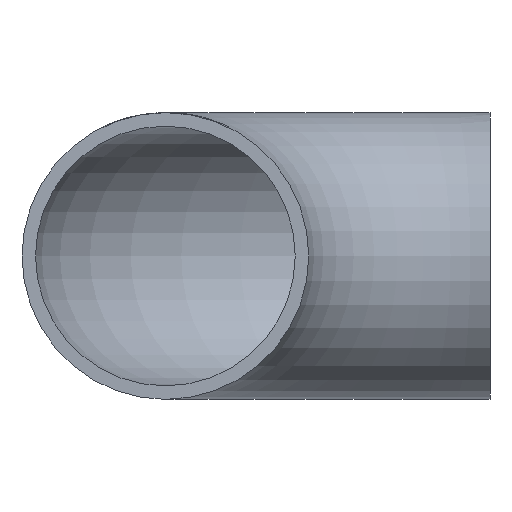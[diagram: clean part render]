
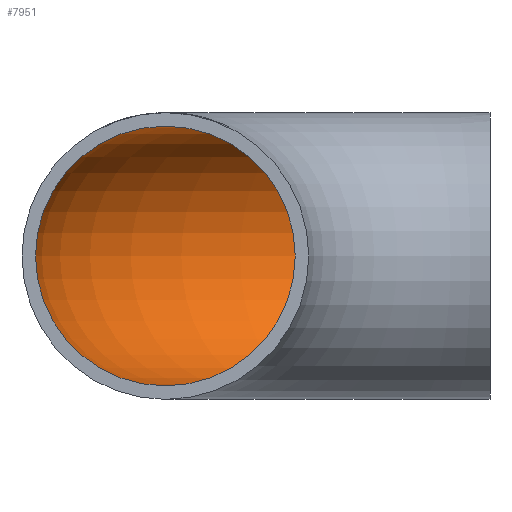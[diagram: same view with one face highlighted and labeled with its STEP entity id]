
A CAD part, front view. The second image highlights one B-rep face of the part: STEP entity #7951.
In plain terms, the highlighted toroidal (fillet/blend) face has major radius 48 mm and minor radius 19.2 mm.
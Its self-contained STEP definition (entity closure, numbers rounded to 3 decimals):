
#177 = ORIENTED_EDGE ( 'NONE', *, *, #5253, .T. ) ;
#864 = EDGE_CURVE ( 'NONE', #4976, #4976, #1128, .T. ) ;
#1128 = CIRCLE ( 'NONE', #7973, 19.2 ) ;
#1380 = DIRECTION ( 'NONE',  ( 0., 0., 1. ) ) ;
#1478 = CARTESIAN_POINT ( 'NONE',  ( 0., 48., 0. ) ) ;
#1673 = EDGE_LOOP ( 'NONE', ( #6544 ) ) ;
#1771 = TOROIDAL_SURFACE ( 'NONE', #5722, 48., 19.2 ) ;
#1812 = CIRCLE ( 'NONE', #7325, 19.2 ) ;
#3004 = FACE_OUTER_BOUND ( 'NONE', #1673, .T. ) ;
#3387 = CARTESIAN_POINT ( 'NONE',  ( -48., 0., 19.2 ) ) ;
#3479 = DIRECTION ( 'NONE',  ( 0., 1., 0. ) ) ;
#3921 = VERTEX_POINT ( 'NONE', #4079 ) ;
#4079 = CARTESIAN_POINT ( 'NONE',  ( 0., 67.2, 0. ) ) ;
#4667 = DIRECTION ( 'NONE',  ( 0., 1., 0. ) ) ;
#4778 = DIRECTION ( 'NONE',  ( -1., 0., 0. ) ) ;
#4976 = VERTEX_POINT ( 'NONE', #3387 ) ;
#4988 = FACE_OUTER_BOUND ( 'NONE', #8002, .T. ) ;
#5253 = EDGE_CURVE ( 'NONE', #3921, #3921, #1812, .T. ) ;
#5722 = AXIS2_PLACEMENT_3D ( 'NONE', #6892, #6201, #4778 ) ;
#6201 = DIRECTION ( 'NONE',  ( 0., 0., -1. ) ) ;
#6544 = ORIENTED_EDGE ( 'NONE', *, *, #864, .F. ) ;
#6892 = CARTESIAN_POINT ( 'NONE',  ( 0., 0., 0. ) ) ;
#7325 = AXIS2_PLACEMENT_3D ( 'NONE', #1478, #8131, #3479 ) ;
#7951 = ADVANCED_FACE ( 'NONE', ( #4988, #3004 ), #1771, .F. ) ;
#7973 = AXIS2_PLACEMENT_3D ( 'NONE', #8038, #4667, #1380 ) ;
#8002 = EDGE_LOOP ( 'NONE', ( #177 ) ) ;
#8038 = CARTESIAN_POINT ( 'NONE',  ( -48., 0., 0. ) ) ;
#8131 = DIRECTION ( 'NONE',  ( 1., 0., 0. ) ) ;
